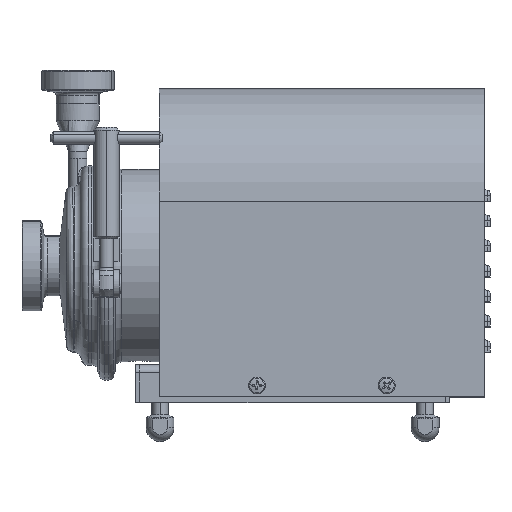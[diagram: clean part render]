
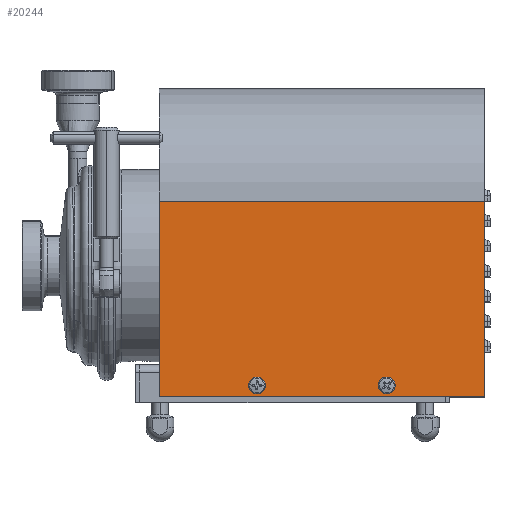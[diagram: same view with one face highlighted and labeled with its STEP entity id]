
A CAD part, top view. The second image highlights one B-rep face of the part: STEP entity #20244.
In plain terms, the highlighted planar face has unit normal (0, 0, 1).
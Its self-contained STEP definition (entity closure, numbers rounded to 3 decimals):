
#19980 = VERTEX_POINT ( 'NONE', #46056 ) ;
#20020 = VERTEX_POINT ( 'NONE', #46151 ) ;
#20027 = VERTEX_POINT ( 'NONE', #46133 ) ;
#20070 = VERTEX_POINT ( 'NONE', #46235 ) ;
#20095 = EDGE_CURVE ( 'NONE', #20020, #19980, #46279, .T. ) ;
#20100 = VERTEX_POINT ( 'NONE', #46269 ) ;
#20105 = EDGE_CURVE ( 'NONE', #20070, #20027, #46308, .T. ) ;
#20174 = VERTEX_POINT ( 'NONE', #46467 ) ;
#20180 = ORIENTED_EDGE ( 'NONE', *, *, #20105, .T. ) ;
#20183 = VERTEX_POINT ( 'NONE', #46264 ) ;
#20194 = EDGE_CURVE ( 'NONE', #19980, #20020, #46486, .T. ) ;
#20197 = EDGE_LOOP ( 'NONE', ( #20245, #20180 ) ) ;
#20213 = EDGE_CURVE ( 'NONE', #20100, #20174, #46511, .T. ) ;
#20215 = EDGE_CURVE ( 'NONE', #20174, #20293, #46506, .T. ) ;
#20217 = EDGE_CURVE ( 'NONE', #20100, #20183, #46518, .T. ) ;
#20227 = EDGE_LOOP ( 'NONE', ( #20235, #20238 ) ) ;
#20235 = ORIENTED_EDGE ( 'NONE', *, *, #20194, .T. ) ;
#20238 = ORIENTED_EDGE ( 'NONE', *, *, #20095, .T. ) ;
#20244 = ADVANCED_FACE ( 'NONE', ( #46592, #46593, #46598 ), #46591, .F. ) ;
#20245 = ORIENTED_EDGE ( 'NONE', *, *, #20290, .T. ) ;
#20257 = ORIENTED_EDGE ( 'NONE', *, *, #20213, .F. ) ;
#20261 = ORIENTED_EDGE ( 'NONE', *, *, #20217, .T. ) ;
#20286 = EDGE_LOOP ( 'NONE', ( #20287, #20298, #20257, #20261 ) ) ;
#20287 = ORIENTED_EDGE ( 'NONE', *, *, #20291, .T. ) ;
#20290 = EDGE_CURVE ( 'NONE', #20027, #20070, #46651, .T. ) ;
#20291 = EDGE_CURVE ( 'NONE', #20183, #20293, #46652, .T. ) ;
#20293 = VERTEX_POINT ( 'NONE', #46645 ) ;
#20298 = ORIENTED_EDGE ( 'NONE', *, *, #20215, .F. ) ;
#46056 = CARTESIAN_POINT ( 'NONE',  ( -35.213, -73.65, 81. ) ) ;
#46133 = CARTESIAN_POINT ( 'NONE',  ( -128.213, -73.65, 81. ) ) ;
#46151 = CARTESIAN_POINT ( 'NONE',  ( -35.213, -80.65, 81. ) ) ;
#46235 = CARTESIAN_POINT ( 'NONE',  ( -128.213, -80.65, 81. ) ) ;
#46264 = CARTESIAN_POINT ( 'NONE',  ( -198.213, 54.85, 81. ) ) ;
#46269 = CARTESIAN_POINT ( 'NONE',  ( 34.787, 54.85, 81. ) ) ;
#46272 = DIRECTION ( 'NONE',  ( 0., 1., 0. ) ) ;
#46273 = DIRECTION ( 'NONE',  ( 0., 0., -1. ) ) ;
#46274 = CARTESIAN_POINT ( 'NONE',  ( -35.213, -77.15, 81. ) ) ;
#46275 = AXIS2_PLACEMENT_3D ( 'NONE', #46274, #46273, #46272 ) ;
#46279 = CIRCLE ( 'NONE', #46275, 3.5 ) ;
#46289 = CARTESIAN_POINT ( 'NONE',  ( -128.213, -77.15, 81. ) ) ;
#46304 = AXIS2_PLACEMENT_3D ( 'NONE', #46289, #46343, #46342 ) ;
#46308 = CIRCLE ( 'NONE', #46304, 3.5 ) ;
#46342 = DIRECTION ( 'NONE',  ( 0., 1., 0. ) ) ;
#46343 = DIRECTION ( 'NONE',  ( 0., 0., -1. ) ) ;
#46467 = CARTESIAN_POINT ( 'NONE',  ( 34.787, -85.15, 81. ) ) ;
#46482 = DIRECTION ( 'NONE',  ( 0., 1., 0. ) ) ;
#46483 = DIRECTION ( 'NONE',  ( 0., 0., -1. ) ) ;
#46484 = CARTESIAN_POINT ( 'NONE',  ( -35.213, -77.15, 81. ) ) ;
#46485 = AXIS2_PLACEMENT_3D ( 'NONE', #46484, #46483, #46482 ) ;
#46486 = CIRCLE ( 'NONE', #46485, 3.5 ) ;
#46506 = LINE ( 'NONE', #46571, #46570 ) ;
#46508 = DIRECTION ( 'NONE',  ( 0., -1., 0. ) ) ;
#46509 = VECTOR ( 'NONE', #46508, 1000. ) ;
#46510 = CARTESIAN_POINT ( 'NONE',  ( 34.787, 54.85, 81. ) ) ;
#46511 = LINE ( 'NONE', #46510, #46509 ) ;
#46518 = LINE ( 'NONE', #46566, #46563 ) ;
#46545 = CARTESIAN_POINT ( 'NONE',  ( 34.787, 54.85, 81. ) ) ;
#46546 = AXIS2_PLACEMENT_3D ( 'NONE', #46545, #46588, #46587 ) ;
#46562 = DIRECTION ( 'NONE',  ( -1., 0., 0. ) ) ;
#46563 = VECTOR ( 'NONE', #46562, 1000. ) ;
#46566 = CARTESIAN_POINT ( 'NONE',  ( 34.787, 54.85, 81. ) ) ;
#46569 = DIRECTION ( 'NONE',  ( -1., 0., 0. ) ) ;
#46570 = VECTOR ( 'NONE', #46569, 1000. ) ;
#46571 = CARTESIAN_POINT ( 'NONE',  ( 34.787, -85.15, 81. ) ) ;
#46587 = DIRECTION ( 'NONE',  ( 0., 1., 0. ) ) ;
#46588 = DIRECTION ( 'NONE',  ( 0., 0., -1. ) ) ;
#46591 = PLANE ( 'NONE',  #46546 ) ;
#46592 = FACE_BOUND ( 'NONE', #20227, .T. ) ;
#46593 = FACE_BOUND ( 'NONE', #20197, .T. ) ;
#46598 = FACE_OUTER_BOUND ( 'NONE', #20286, .T. ) ;
#46643 = VECTOR ( 'NONE', #46656, 1000. ) ;
#46645 = CARTESIAN_POINT ( 'NONE',  ( -198.213, -85.15, 81. ) ) ;
#46646 = DIRECTION ( 'NONE',  ( 0., 1., 0. ) ) ;
#46647 = DIRECTION ( 'NONE',  ( 0., 0., -1. ) ) ;
#46648 = AXIS2_PLACEMENT_3D ( 'NONE', #46661, #46647, #46646 ) ;
#46651 = CIRCLE ( 'NONE', #46648, 3.5 ) ;
#46652 = LINE ( 'NONE', #46657, #46643 ) ;
#46656 = DIRECTION ( 'NONE',  ( 0., -1., 0. ) ) ;
#46657 = CARTESIAN_POINT ( 'NONE',  ( -198.213, 54.85, 81. ) ) ;
#46661 = CARTESIAN_POINT ( 'NONE',  ( -128.213, -77.15, 81. ) ) ;
